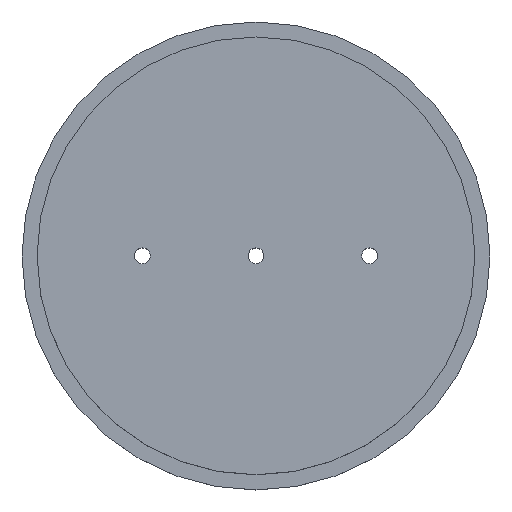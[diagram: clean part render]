
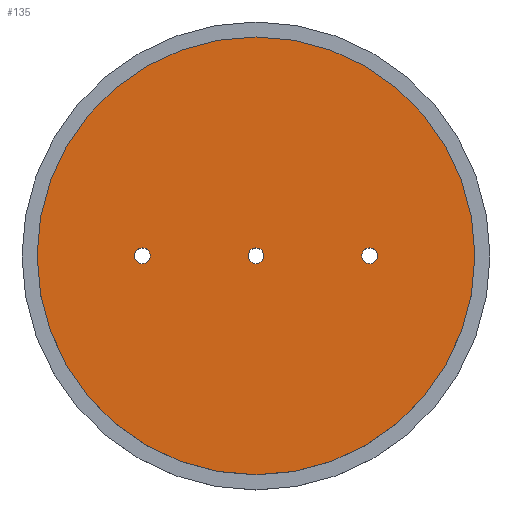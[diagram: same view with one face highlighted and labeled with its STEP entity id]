
A CAD part, top view. The second image highlights one B-rep face of the part: STEP entity #135.
In plain terms, the highlighted planar face has unit normal (0, 0, 1).
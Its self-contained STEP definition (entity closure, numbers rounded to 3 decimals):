
#34=FACE_BOUND('',#57,.T.);
#35=FACE_BOUND('',#58,.T.);
#36=FACE_BOUND('',#59,.T.);
#44=FACE_OUTER_BOUND('',#56,.T.);
#56=EDGE_LOOP('',(#121));
#57=EDGE_LOOP('',(#122));
#58=EDGE_LOOP('',(#123));
#59=EDGE_LOOP('',(#124));
#64=CIRCLE('',#156,1.5);
#65=CIRCLE('',#158,1.5);
#66=CIRCLE('',#160,1.5);
#69=CIRCLE('',#166,41.3);
#74=VERTEX_POINT('',#222);
#75=VERTEX_POINT('',#226);
#76=VERTEX_POINT('',#230);
#79=VERTEX_POINT('',#241);
#84=EDGE_CURVE('',#74,#74,#64,.T.);
#86=EDGE_CURVE('',#75,#75,#65,.T.);
#88=EDGE_CURVE('',#76,#76,#66,.T.);
#93=EDGE_CURVE('',#79,#79,#69,.T.);
#121=ORIENTED_EDGE('',*,*,#93,.T.);
#122=ORIENTED_EDGE('',*,*,#84,.T.);
#123=ORIENTED_EDGE('',*,*,#86,.T.);
#124=ORIENTED_EDGE('',*,*,#88,.T.);
#127=PLANE('',#167);
#135=ADVANCED_FACE('',(#44,#34,#35,#36),#127,.T.);
#156=AXIS2_PLACEMENT_3D('',#223,#182,#183);
#158=AXIS2_PLACEMENT_3D('',#227,#187,#188);
#160=AXIS2_PLACEMENT_3D('',#231,#192,#193);
#166=AXIS2_PLACEMENT_3D('',#242,#206,#207);
#167=AXIS2_PLACEMENT_3D('',#244,#209,#210);
#182=DIRECTION('center_axis',(0.,0.,-1.));
#183=DIRECTION('ref_axis',(-1.,0.,0.));
#187=DIRECTION('center_axis',(0.,0.,-1.));
#188=DIRECTION('ref_axis',(-1.,0.,0.));
#192=DIRECTION('center_axis',(0.,0.,-1.));
#193=DIRECTION('ref_axis',(0.,1.,0.));
#206=DIRECTION('center_axis',(0.,0.,1.));
#207=DIRECTION('ref_axis',(-1.,0.,0.));
#209=DIRECTION('center_axis',(0.,0.,1.));
#210=DIRECTION('ref_axis',(-1.,0.,0.));
#222=CARTESIAN_POINT('',(37.15,173.8,85.7));
#223=CARTESIAN_POINT('Origin',(35.65,173.8,85.7));
#226=CARTESIAN_POINT('',(80.05,173.8,85.7));
#227=CARTESIAN_POINT('Origin',(78.55,173.8,85.7));
#230=CARTESIAN_POINT('',(57.1,172.3,85.7));
#231=CARTESIAN_POINT('Origin',(57.1,173.8,85.7));
#241=CARTESIAN_POINT('',(98.4,173.8,85.7));
#242=CARTESIAN_POINT('Origin',(57.1,173.8,85.7));
#244=CARTESIAN_POINT('Origin',(57.1,173.8,85.7));
